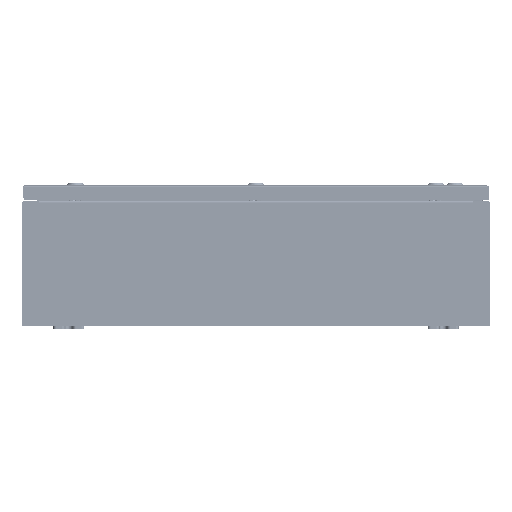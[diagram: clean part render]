
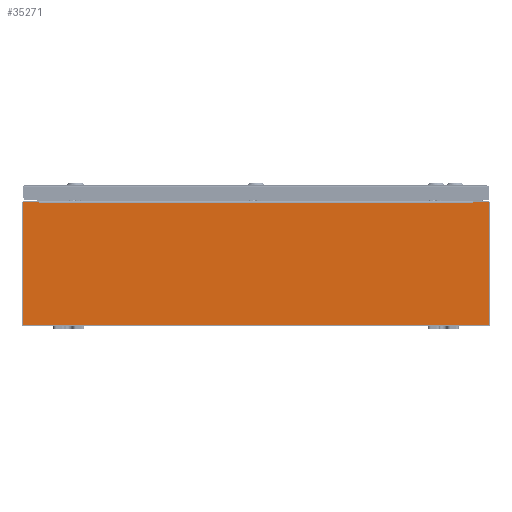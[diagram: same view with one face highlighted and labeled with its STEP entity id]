
A CAD part, front view. The second image highlights one B-rep face of the part: STEP entity #35271.
In plain terms, the highlighted face is planar.
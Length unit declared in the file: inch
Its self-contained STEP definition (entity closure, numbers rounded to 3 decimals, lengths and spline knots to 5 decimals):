
#627 = DIRECTION ( 'NONE',  ( 0., 0., 1. ) ) ;
#1296 = DIRECTION ( 'NONE',  ( 0., 0., 1. ) ) ;
#1606 = EDGE_LOOP ( 'NONE', ( #22185, #33326, #57770, #3210, #18724, #3448, #11957, #35751, #22774, #27417, #26464, #45363 ) ) ;
#2073 = CARTESIAN_POINT ( 'NONE',  ( -13.92455, 0., 3.9253 ) ) ;
#2169 = CIRCLE ( 'NONE', #58931, 0.01867 ) ;
#2257 = CARTESIAN_POINT ( 'NONE',  ( -13.92455, 0., 3.87495 ) ) ;
#2501 = EDGE_CURVE ( 'NONE', #37559, #17819, #21905, .T. ) ;
#3210 = ORIENTED_EDGE ( 'NONE', *, *, #65248, .T. ) ;
#3448 = ORIENTED_EDGE ( 'NONE', *, *, #33590, .F. ) ;
#3601 = CARTESIAN_POINT ( 'NONE',  ( 13.90588, 0., 3.87495 ) ) ;
#4960 = AXIS2_PLACEMENT_3D ( 'NONE', #3601, #38992, #8678 ) ;
#6177 = EDGE_CURVE ( 'NONE', #63479, #37559, #18490, .T. ) ;
#6291 = EDGE_CURVE ( 'NONE', #37934, #13898, #40648, .T. ) ;
#6857 = VECTOR ( 'NONE', #32119, 39.37008 ) ;
#7153 = CARTESIAN_POINT ( 'NONE',  ( -14.9253, 0., 3.9253 ) ) ;
#7832 = VECTOR ( 'NONE', #40334, 39.37008 ) ;
#8101 = FACE_OUTER_BOUND ( 'NONE', #1606, .T. ) ;
#8264 = CARTESIAN_POINT ( 'NONE',  ( -14.9253, 0., -3.9253 ) ) ;
#8572 = CARTESIAN_POINT ( 'NONE',  ( 14.9253, 0., -3.9253 ) ) ;
#8678 = DIRECTION ( 'NONE',  ( 0., 0., -1. ) ) ;
#9748 = VERTEX_POINT ( 'NONE', #59699 ) ;
#10507 = DIRECTION ( 'NONE',  ( 0., 0., 1. ) ) ;
#11957 = ORIENTED_EDGE ( 'NONE', *, *, #54095, .F. ) ;
#12266 = LINE ( 'NONE', #7153, #13848 ) ;
#13258 = VERTEX_POINT ( 'NONE', #18807 ) ;
#13334 = DIRECTION ( 'NONE',  ( -1., 0., 0. ) ) ;
#13848 = VECTOR ( 'NONE', #47633, 39.37008 ) ;
#13898 = VERTEX_POINT ( 'NONE', #8572 ) ;
#14593 = CARTESIAN_POINT ( 'NONE',  ( 13.8872, 0., 3.87495 ) ) ;
#15204 = EDGE_CURVE ( 'NONE', #38254, #17819, #64801, .T. ) ;
#15324 = CIRCLE ( 'NONE', #4960, 0.01867 ) ;
#15365 = CARTESIAN_POINT ( 'NONE',  ( -14.9253, 0., 3.9253 ) ) ;
#16457 = LINE ( 'NONE', #58443, #43385 ) ;
#16912 = LINE ( 'NONE', #8264, #55738 ) ;
#17783 = DIRECTION ( 'NONE',  ( 0., 0., -1. ) ) ;
#17819 = VERTEX_POINT ( 'NONE', #2073 ) ;
#18490 = LINE ( 'NONE', #15365, #30340 ) ;
#18724 = ORIENTED_EDGE ( 'NONE', *, *, #23370, .F. ) ;
#18807 = CARTESIAN_POINT ( 'NONE',  ( -13.8872, 0., 3.9123 ) ) ;
#21408 = CARTESIAN_POINT ( 'NONE',  ( -13.92455, 0., 0. ) ) ;
#21905 = LINE ( 'NONE', #33235, #6857 ) ;
#22185 = ORIENTED_EDGE ( 'NONE', *, *, #15204, .F. ) ;
#22774 = ORIENTED_EDGE ( 'NONE', *, *, #6291, .T. ) ;
#23052 = EDGE_CURVE ( 'NONE', #9748, #37934, #12266, .T. ) ;
#23370 = EDGE_CURVE ( 'NONE', #42671, #34438, #56611, .T. ) ;
#24925 = VECTOR ( 'NONE', #27510, 39.37008 ) ;
#25606 = VECTOR ( 'NONE', #34798, 39.37008 ) ;
#25761 = CARTESIAN_POINT ( 'NONE',  ( 14.9253, 0., 3.9253 ) ) ;
#25853 = CARTESIAN_POINT ( 'NONE',  ( 13.8872, 0., 0. ) ) ;
#26464 = ORIENTED_EDGE ( 'NONE', *, *, #6177, .T. ) ;
#27267 = VERTEX_POINT ( 'NONE', #53227 ) ;
#27417 = ORIENTED_EDGE ( 'NONE', *, *, #33510, .T. ) ;
#27510 = DIRECTION ( 'NONE',  ( 0., 0., -1. ) ) ;
#28083 = VECTOR ( 'NONE', #627, 39.37008 ) ;
#28127 = CARTESIAN_POINT ( 'NONE',  ( -13.90588, 0., 3.87495 ) ) ;
#28887 = EDGE_CURVE ( 'NONE', #27267, #38254, #2169, .T. ) ;
#30340 = VECTOR ( 'NONE', #10507, 39.37008 ) ;
#32119 = DIRECTION ( 'NONE',  ( 1., 0., 0. ) ) ;
#32812 = CARTESIAN_POINT ( 'NONE',  ( -13.8872, 0., 0. ) ) ;
#32825 = PLANE ( 'NONE',  #47393 ) ;
#33171 = DIRECTION ( 'NONE',  ( 0., 0., -1. ) ) ;
#33235 = CARTESIAN_POINT ( 'NONE',  ( -14.9253, 0., 3.9253 ) ) ;
#33326 = ORIENTED_EDGE ( 'NONE', *, *, #28887, .F. ) ;
#33510 = EDGE_CURVE ( 'NONE', #13898, #63479, #16912, .T. ) ;
#33590 = EDGE_CURVE ( 'NONE', #58437, #42671, #15324, .T. ) ;
#34438 = VERTEX_POINT ( 'NONE', #35123 ) ;
#34798 = DIRECTION ( 'NONE',  ( 0., 0., -1. ) ) ;
#35123 = CARTESIAN_POINT ( 'NONE',  ( 13.8872, 0., 3.9123 ) ) ;
#35235 = CARTESIAN_POINT ( 'NONE',  ( 13.92455, 0., 0. ) ) ;
#35271 = ADVANCED_FACE ( 'NONE', ( #8101 ), #32825, .F. ) ;
#35751 = ORIENTED_EDGE ( 'NONE', *, *, #23052, .T. ) ;
#36289 = LINE ( 'NONE', #35235, #7832 ) ;
#37559 = VERTEX_POINT ( 'NONE', #43715 ) ;
#37803 = VECTOR ( 'NONE', #1296, 39.37008 ) ;
#37883 = CARTESIAN_POINT ( 'NONE',  ( 0., 0., 0. ) ) ;
#37934 = VERTEX_POINT ( 'NONE', #56094 ) ;
#38254 = VERTEX_POINT ( 'NONE', #2257 ) ;
#38992 = DIRECTION ( 'NONE',  ( 0., 1., 0. ) ) ;
#40131 = CARTESIAN_POINT ( 'NONE',  ( -14.9253, 0., -3.9253 ) ) ;
#40334 = DIRECTION ( 'NONE',  ( 0., 0., -1. ) ) ;
#40648 = LINE ( 'NONE', #25761, #25606 ) ;
#42520 = EDGE_CURVE ( 'NONE', #13258, #27267, #65341, .T. ) ;
#42671 = VERTEX_POINT ( 'NONE', #14593 ) ;
#43385 = VECTOR ( 'NONE', #63523, 39.37008 ) ;
#43715 = CARTESIAN_POINT ( 'NONE',  ( -14.9253, 0., 3.9253 ) ) ;
#45363 = ORIENTED_EDGE ( 'NONE', *, *, #2501, .T. ) ;
#47393 = AXIS2_PLACEMENT_3D ( 'NONE', #37883, #48071, #17783 ) ;
#47633 = DIRECTION ( 'NONE',  ( 1., 0., 0. ) ) ;
#48071 = DIRECTION ( 'NONE',  ( 0., -1., 0. ) ) ;
#49647 = CARTESIAN_POINT ( 'NONE',  ( 13.92455, 0., 3.87495 ) ) ;
#53227 = CARTESIAN_POINT ( 'NONE',  ( -13.8872, 0., 3.87495 ) ) ;
#54095 = EDGE_CURVE ( 'NONE', #9748, #58437, #36289, .T. ) ;
#55738 = VECTOR ( 'NONE', #13334, 39.37008 ) ;
#56094 = CARTESIAN_POINT ( 'NONE',  ( 14.9253, 0., 3.9253 ) ) ;
#56611 = LINE ( 'NONE', #25853, #28083 ) ;
#57770 = ORIENTED_EDGE ( 'NONE', *, *, #42520, .F. ) ;
#58437 = VERTEX_POINT ( 'NONE', #49647 ) ;
#58443 = CARTESIAN_POINT ( 'NONE',  ( -13.8872, 0., 3.9123 ) ) ;
#58931 = AXIS2_PLACEMENT_3D ( 'NONE', #28127, #63535, #33171 ) ;
#59699 = CARTESIAN_POINT ( 'NONE',  ( 13.92455, 0., 3.9253 ) ) ;
#63479 = VERTEX_POINT ( 'NONE', #40131 ) ;
#63523 = DIRECTION ( 'NONE',  ( 1., 0., 0. ) ) ;
#63535 = DIRECTION ( 'NONE',  ( 0., 1., 0. ) ) ;
#64801 = LINE ( 'NONE', #21408, #37803 ) ;
#65248 = EDGE_CURVE ( 'NONE', #13258, #34438, #16457, .T. ) ;
#65341 = LINE ( 'NONE', #32812, #24925 ) ;
